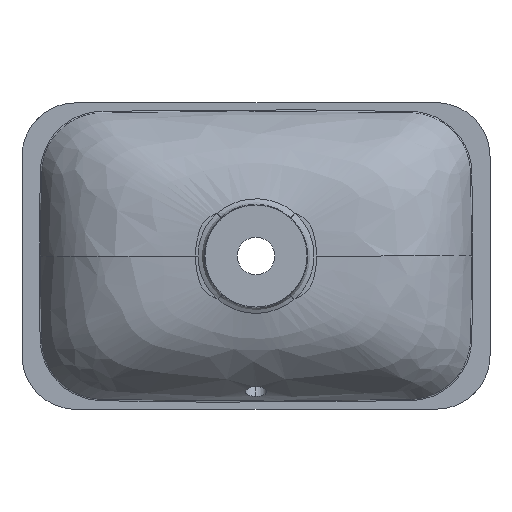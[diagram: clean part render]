
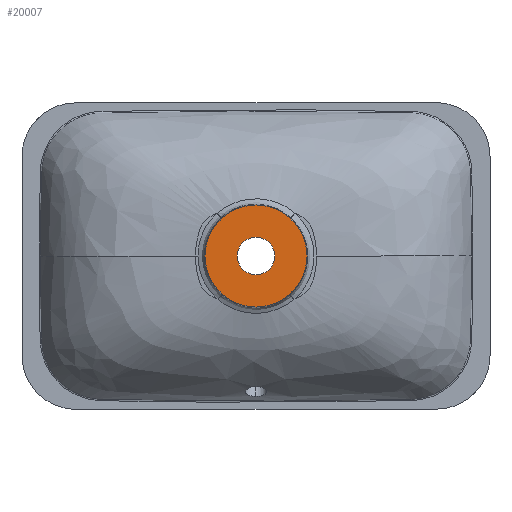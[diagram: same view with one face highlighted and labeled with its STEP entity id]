
A CAD part, front view. The second image highlights one B-rep face of the part: STEP entity #20007.
In plain terms, the highlighted planar face has unit normal (0, -1, 0).
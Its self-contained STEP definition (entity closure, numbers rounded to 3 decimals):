
#633 = ORIENTED_EDGE ( 'NONE', *, *, #22950, .T. ) ;
#1740 = EDGE_CURVE ( 'NONE', #37337, #30093, #20089, .T. ) ;
#5524 = CARTESIAN_POINT ( 'NONE',  ( 22., -122., 0. ) ) ;
#5831 = AXIS2_PLACEMENT_3D ( 'NONE', #5524, #20224, #34927 ) ;
#5971 = CARTESIAN_POINT ( 'NONE',  ( 0., -122., 0. ) ) ;
#7685 = DIRECTION ( 'NONE',  ( -1., 0., 0. ) ) ;
#7851 = CIRCLE ( 'NONE', #20957, 60. ) ;
#9133 = FACE_OUTER_BOUND ( 'NONE', #14392, .T. ) ;
#9136 = DIRECTION ( 'NONE',  ( -1., 0., 0. ) ) ;
#11397 = CARTESIAN_POINT ( 'NONE',  ( 22., -122., 0. ) ) ;
#11637 = EDGE_CURVE ( 'NONE', #11789, #26471, #37048, .T. ) ;
#11789 = VERTEX_POINT ( 'NONE', #23839 ) ;
#12270 = CARTESIAN_POINT ( 'NONE',  ( 60., -122., 0. ) ) ;
#14392 = EDGE_LOOP ( 'NONE', ( #39802, #28201 ) ) ;
#14858 = CARTESIAN_POINT ( 'NONE',  ( 0., -122., 0. ) ) ;
#15842 = CIRCLE ( 'NONE', #17356, 22. ) ;
#17356 = AXIS2_PLACEMENT_3D ( 'NONE', #26003, #40704, #7685 ) ;
#20007 = ADVANCED_FACE ( 'NONE', ( #9133, #23836 ), #38543, .F. ) ;
#20089 = CIRCLE ( 'NONE', #23945, 60. ) ;
#20224 = DIRECTION ( 'NONE',  ( 0., 1., 0. ) ) ;
#20674 = DIRECTION ( 'NONE',  ( 0., 1., 0. ) ) ;
#20957 = AXIS2_PLACEMENT_3D ( 'NONE', #14858, #29553, #44254 ) ;
#22950 = EDGE_CURVE ( 'NONE', #26471, #11789, #15842, .T. ) ;
#23836 = FACE_BOUND ( 'NONE', #38005, .T. ) ;
#23839 = CARTESIAN_POINT ( 'NONE',  ( -22., -122., 0. ) ) ;
#23945 = AXIS2_PLACEMENT_3D ( 'NONE', #5971, #20674, #35376 ) ;
#26003 = CARTESIAN_POINT ( 'NONE',  ( 0., -122., 0. ) ) ;
#26471 = VERTEX_POINT ( 'NONE', #11397 ) ;
#26784 = CARTESIAN_POINT ( 'NONE',  ( -60., -122., 0. ) ) ;
#27453 = CARTESIAN_POINT ( 'NONE',  ( 0., -122., 0. ) ) ;
#28201 = ORIENTED_EDGE ( 'NONE', *, *, #40212, .F. ) ;
#29553 = DIRECTION ( 'NONE',  ( 0., 1., 0. ) ) ;
#30093 = VERTEX_POINT ( 'NONE', #12270 ) ;
#34927 = DIRECTION ( 'NONE',  ( -1., 0., 0. ) ) ;
#35376 = DIRECTION ( 'NONE',  ( -1., 0., 0. ) ) ;
#36329 = AXIS2_PLACEMENT_3D ( 'NONE', #27453, #42157, #9136 ) ;
#37048 = CIRCLE ( 'NONE', #36329, 22. ) ;
#37337 = VERTEX_POINT ( 'NONE', #26784 ) ;
#38005 = EDGE_LOOP ( 'NONE', ( #39298, #633 ) ) ;
#38543 = PLANE ( 'NONE',  #5831 ) ;
#39298 = ORIENTED_EDGE ( 'NONE', *, *, #11637, .T. ) ;
#39802 = ORIENTED_EDGE ( 'NONE', *, *, #1740, .F. ) ;
#40212 = EDGE_CURVE ( 'NONE', #30093, #37337, #7851, .T. ) ;
#40704 = DIRECTION ( 'NONE',  ( 0., 1., 0. ) ) ;
#42157 = DIRECTION ( 'NONE',  ( 0., 1., 0. ) ) ;
#44254 = DIRECTION ( 'NONE',  ( -1., 0., 0. ) ) ;
